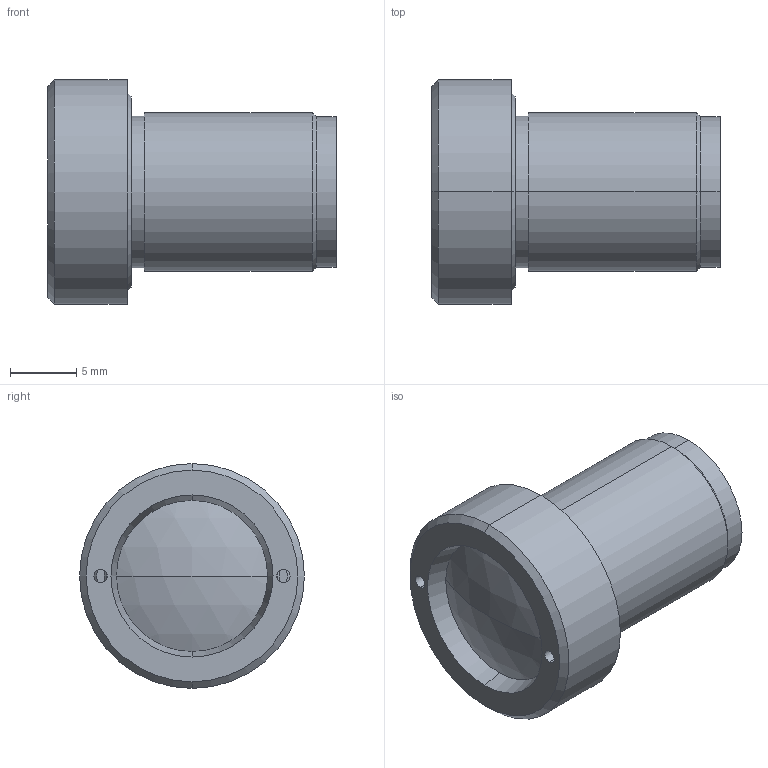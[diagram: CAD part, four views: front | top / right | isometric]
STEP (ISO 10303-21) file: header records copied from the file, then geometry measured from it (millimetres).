
FILE_DESCRIPTION (( 'STEP AP203' ), '1' );
FILE_NAME ('VA-LM12-10MP-25MM-F2.5-015.STEP', '2018-08-09T01:37:12', ( 'User' ), ( 'China' ), 'SwSTEP 2.0', 'SolidWorks 2014', '' );
FILE_SCHEMA (( 'CONFIG_CONTROL_DESIGN' ));
Length unit declared in the file: millimetre
Products named in the file (3): 噩芠; 揤裔; VA-LM12-10MP-25MM-F2.5-015
Assembly tree (2 placements, depth 2):
  VA-LM12-10MP-25MM-F2.5-015
    噩芠
    揤裔
Bounding box: 21.8 x 17 x 17 mm (x, y, z)
Volume: 2890.7 mm3; surface area: 2039.4 mm2
Topology: 2 solids, 2 shells, 55 faces, 116 edges, 72 vertices
Faces by surface type: cylinder 24, cone 18, plane 9, sphere 4
Entity records: 1813 total; most frequent: DIRECTION 310, CARTESIAN_POINT 248, ORIENTED_EDGE 232, AXIS2_PLACEMENT_3D 134, EDGE_CURVE 116, CIRCLE 74, VERTEX_POINT 72, EDGE_LOOP 68
